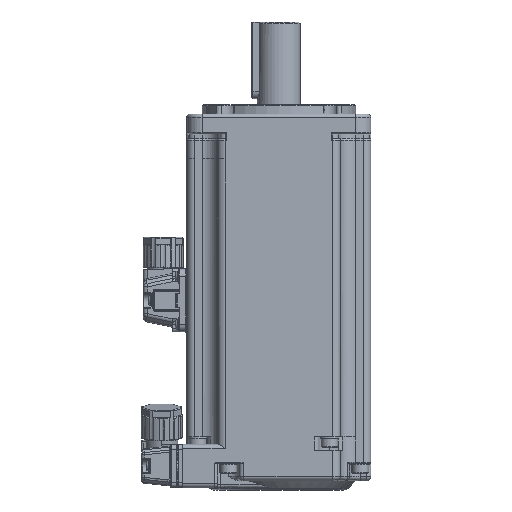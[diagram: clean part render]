
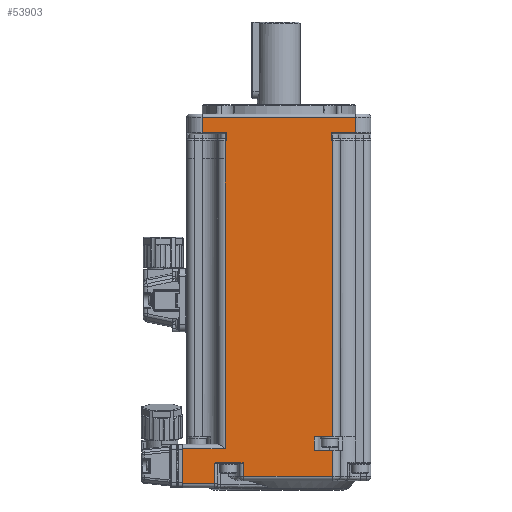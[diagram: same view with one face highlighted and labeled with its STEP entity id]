
A CAD part, left-side view. The second image highlights one B-rep face of the part: STEP entity #53903.
In plain terms, the highlighted planar face has unit normal (-1, 0, 0).
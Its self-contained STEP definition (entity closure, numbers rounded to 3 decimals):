
#2343=CARTESIAN_POINT('',(-180.,-17.5,-112.6));
#2344=VERTEX_POINT('',#2343);
#2369=CARTESIAN_POINT('',(-180.,11.5,-112.6));
#2370=VERTEX_POINT('',#2369);
#2380=CARTESIAN_POINT('',(-180.,-17.5,-112.6));
#2381=DIRECTION('',(0.,1.,0.));
#2382=VECTOR('',#2381,29.);
#2383=LINE('',#2380,#2382);
#2384=EDGE_CURVE('',#2344,#2370,#2383,.T.);
#3964=CARTESIAN_POINT('',(-180.,31.45,-114.9));
#3965=VERTEX_POINT('',#3964);
#3972=CARTESIAN_POINT('',(-180.,31.45,-103.7));
#3973=VERTEX_POINT('',#3972);
#3974=CARTESIAN_POINT('',(-180.,31.45,-114.9));
#3975=DIRECTION('',(0.,0.,1.));
#3976=VECTOR('',#3975,11.2);
#3977=LINE('',#3974,#3976);
#3978=EDGE_CURVE('',#3965,#3973,#3977,.T.);
#4494=CARTESIAN_POINT('',(-180.,-17.5,-104.1));
#4495=VERTEX_POINT('',#4494);
#4503=CARTESIAN_POINT('',(-180.,-17.5,-104.1));
#4504=DIRECTION('',(0.,0.,-1.));
#4505=VECTOR('',#4504,8.5);
#4506=LINE('',#4503,#4505);
#4507=EDGE_CURVE('',#4495,#2344,#4506,.T.);
#5913=CARTESIAN_POINT('',(-180.,21.,-114.9));
#5914=VERTEX_POINT('',#5913);
#5922=CARTESIAN_POINT('',(-180.,31.45,-114.9));
#5923=DIRECTION('',(0.,-1.,0.));
#5924=VECTOR('',#5923,10.45);
#5925=LINE('',#5922,#5924);
#5926=EDGE_CURVE('',#3965,#5914,#5925,.T.);
#6964=CARTESIAN_POINT('',(-180.,-11.5,-104.1));
#6965=VERTEX_POINT('',#6964);
#6973=CARTESIAN_POINT('',(-180.,-11.5,-104.1));
#6974=DIRECTION('',(0.,-1.,0.));
#6975=VECTOR('',#6974,6.);
#6976=LINE('',#6973,#6975);
#6977=EDGE_CURVE('',#6965,#4495,#6976,.T.);
#6990=CARTESIAN_POINT('',(-180.,11.5,-108.3));
#6991=VERTEX_POINT('',#6990);
#7019=CARTESIAN_POINT('',(-180.,11.5,-112.6));
#7020=DIRECTION('',(0.,0.,1.));
#7021=VECTOR('',#7020,4.3);
#7022=LINE('',#7019,#7021);
#7023=EDGE_CURVE('',#2370,#6991,#7022,.T.);
#7033=CARTESIAN_POINT('',(-180.,17.5,-103.7));
#7034=VERTEX_POINT('',#7033);
#7046=CARTESIAN_POINT('',(-180.,31.45,-103.7));
#7047=DIRECTION('',(0.,-1.,0.));
#7048=VECTOR('',#7047,13.95);
#7049=LINE('',#7046,#7048);
#7050=EDGE_CURVE('',#3973,#7034,#7049,.T.);
#7071=CARTESIAN_POINT('',(-180.,21.,-108.3));
#7072=VERTEX_POINT('',#7071);
#7092=CARTESIAN_POINT('',(-180.,21.,-108.3));
#7093=DIRECTION('',(0.,0.,-1.));
#7094=VECTOR('',#7093,6.6);
#7095=LINE('',#7092,#7094);
#7096=EDGE_CURVE('',#7072,#5914,#7095,.T.);
#7292=CARTESIAN_POINT('',(-180.,20.108,-108.1));
#7293=VERTEX_POINT('',#7292);
#7301=CARTESIAN_POINT('',(-180.,20.108,-108.1));
#7302=CARTESIAN_POINT('',(-180.,20.291,-108.1));
#7303=CARTESIAN_POINT('',(-180.,20.96,-108.25));
#7304=CARTESIAN_POINT('',(-180.,21.,-108.3));
#7305=B_SPLINE_CURVE_WITH_KNOTS('',3,(#7301,#7302,#7303,#7304),.UNSPECIFIED.,.F.,.U.,(4,4),(0.,1.),.UNSPECIFIED.);
#7306=EDGE_CURVE('',#7293,#7072,#7305,.T.);
#7331=CARTESIAN_POINT('',(-180.,12.598,-108.1));
#7332=VERTEX_POINT('',#7331);
#7340=CARTESIAN_POINT('',(-180.,12.598,-108.1));
#7341=DIRECTION('',(0.,1.,0.));
#7342=VECTOR('',#7341,7.51);
#7343=LINE('',#7340,#7342);
#7344=EDGE_CURVE('',#7332,#7293,#7343,.T.);
#7537=CARTESIAN_POINT('',(-180.,11.5,-108.3));
#7538=CARTESIAN_POINT('',(-180.,11.542,-108.25));
#7539=CARTESIAN_POINT('',(-180.,12.365,-108.1));
#7540=CARTESIAN_POINT('',(-180.,12.598,-108.1));
#7541=B_SPLINE_CURVE_WITH_KNOTS('',3,(#7537,#7538,#7539,#7540),.UNSPECIFIED.,.F.,.U.,(4,4),(0.,1.),.UNSPECIFIED.);
#7542=EDGE_CURVE('',#6991,#7332,#7541,.T.);
#7561=CARTESIAN_POINT('',(-180.,-11.5,-99.8));
#7562=VERTEX_POINT('',#7561);
#7570=CARTESIAN_POINT('',(-180.,-11.5,-99.8));
#7571=DIRECTION('',(0.,0.,-1.));
#7572=VECTOR('',#7571,4.3);
#7573=LINE('',#7570,#7572);
#7574=EDGE_CURVE('',#7562,#6965,#7573,.T.);
#7593=CARTESIAN_POINT('',(-180.,-17.5,-99.8));
#7594=VERTEX_POINT('',#7593);
#7602=CARTESIAN_POINT('',(-180.,-17.5,-99.8));
#7603=DIRECTION('',(0.,1.,0.));
#7604=VECTOR('',#7603,6.);
#7605=LINE('',#7602,#7604);
#7606=EDGE_CURVE('',#7594,#7562,#7605,.T.);
#53789=CARTESIAN_POINT('',(-180.,3.225,-55.2));
#53790=DIRECTION('',(0.,1.,0.));
#53791=DIRECTION('',(1.,0.,0.));
#53792=AXIS2_PLACEMENT_3D('',#53789,#53791,#53790);
#53793=PLANE('',#53792);
#53794=CARTESIAN_POINT('',(-180.,17.5,-9.145));
#53795=VERTEX_POINT('',#53794);
#53796=CARTESIAN_POINT('',(-180.,17.5,-9.145));
#53797=DIRECTION('',(0.,0.,-1.));
#53798=VECTOR('',#53797,94.555);
#53799=LINE('',#53796,#53798);
#53800=EDGE_CURVE('',#53795,#7034,#53799,.T.);
#53801=ORIENTED_EDGE('',*,*,#53800,.F.);
#53802=CARTESIAN_POINT('',(-180.,17.5,-3.));
#53803=VERTEX_POINT('',#53802);
#53804=CARTESIAN_POINT('',(-180.,17.5,-3.));
#53805=DIRECTION('',(0.,0.,-1.));
#53806=VECTOR('',#53805,6.145);
#53807=LINE('',#53804,#53806);
#53808=EDGE_CURVE('',#53803,#53795,#53807,.T.);
#53809=ORIENTED_EDGE('',*,*,#53808,.F.);
#53810=CARTESIAN_POINT('',(-180.,17.,-3.));
#53811=VERTEX_POINT('',#53810);
#53812=CARTESIAN_POINT('',(-180.,17.,-3.));
#53813=DIRECTION('',(0.,1.,0.));
#53814=VECTOR('',#53813,0.5);
#53815=LINE('',#53812,#53814);
#53816=EDGE_CURVE('',#53811,#53803,#53815,.T.);
#53817=ORIENTED_EDGE('',*,*,#53816,.F.);
#53818=CARTESIAN_POINT('',(-180.,17.,-0.5));
#53819=VERTEX_POINT('',#53818);
#53820=CARTESIAN_POINT('',(-180.,17.,-0.5));
#53821=DIRECTION('',(0.,0.,-1.));
#53822=VECTOR('',#53821,2.5);
#53823=LINE('',#53820,#53822);
#53824=EDGE_CURVE('',#53819,#53811,#53823,.T.);
#53825=ORIENTED_EDGE('',*,*,#53824,.F.);
#53826=CARTESIAN_POINT('',(-180.,25.,-0.5));
#53827=VERTEX_POINT('',#53826);
#53828=CARTESIAN_POINT('',(-180.,25.,-0.5));
#53829=DIRECTION('',(0.,-1.,0.));
#53830=VECTOR('',#53829,8.);
#53831=LINE('',#53828,#53830);
#53832=EDGE_CURVE('',#53827,#53819,#53831,.T.);
#53833=ORIENTED_EDGE('',*,*,#53832,.F.);
#53834=CARTESIAN_POINT('',(-180.,25.,4.5));
#53835=VERTEX_POINT('',#53834);
#53836=CARTESIAN_POINT('',(-180.,25.,-0.5));
#53837=DIRECTION('',(0.,0.,1.));
#53838=VECTOR('',#53837,5.);
#53839=LINE('',#53836,#53838);
#53840=EDGE_CURVE('',#53827,#53835,#53839,.T.);
#53841=ORIENTED_EDGE('',*,*,#53840,.T.);
#53842=CARTESIAN_POINT('',(-180.,-25.,4.5));
#53843=VERTEX_POINT('',#53842);
#53844=CARTESIAN_POINT('',(-180.,25.,4.5));
#53845=DIRECTION('',(0.,-1.,0.));
#53846=VECTOR('',#53845,50.);
#53847=LINE('',#53844,#53846);
#53848=EDGE_CURVE('',#53835,#53843,#53847,.T.);
#53849=ORIENTED_EDGE('',*,*,#53848,.T.);
#53850=CARTESIAN_POINT('',(-180.,-25.,-0.5));
#53851=VERTEX_POINT('',#53850);
#53852=CARTESIAN_POINT('',(-180.,-25.,-0.5));
#53853=DIRECTION('',(0.,0.,1.));
#53854=VECTOR('',#53853,5.);
#53855=LINE('',#53852,#53854);
#53856=EDGE_CURVE('',#53851,#53843,#53855,.T.);
#53857=ORIENTED_EDGE('',*,*,#53856,.F.);
#53858=CARTESIAN_POINT('',(-180.,-17.,-0.5));
#53859=VERTEX_POINT('',#53858);
#53860=CARTESIAN_POINT('',(-180.,-17.,-0.5));
#53861=DIRECTION('',(0.,-1.,0.));
#53862=VECTOR('',#53861,8.);
#53863=LINE('',#53860,#53862);
#53864=EDGE_CURVE('',#53859,#53851,#53863,.T.);
#53865=ORIENTED_EDGE('',*,*,#53864,.F.);
#53866=CARTESIAN_POINT('',(-180.,-17.,-3.));
#53867=VERTEX_POINT('',#53866);
#53868=CARTESIAN_POINT('',(-180.,-17.,-3.));
#53869=DIRECTION('',(0.,0.,1.));
#53870=VECTOR('',#53869,2.5);
#53871=LINE('',#53868,#53870);
#53872=EDGE_CURVE('',#53867,#53859,#53871,.T.);
#53873=ORIENTED_EDGE('',*,*,#53872,.F.);
#53874=CARTESIAN_POINT('',(-180.,-17.5,-3.));
#53875=VERTEX_POINT('',#53874);
#53876=CARTESIAN_POINT('',(-180.,-17.5,-3.));
#53877=DIRECTION('',(0.,1.,0.));
#53878=VECTOR('',#53877,0.5);
#53879=LINE('',#53876,#53878);
#53880=EDGE_CURVE('',#53875,#53867,#53879,.T.);
#53881=ORIENTED_EDGE('',*,*,#53880,.F.);
#53882=CARTESIAN_POINT('',(-180.,-17.5,-99.8));
#53883=DIRECTION('',(0.,0.,1.));
#53884=VECTOR('',#53883,96.8);
#53885=LINE('',#53882,#53884);
#53886=EDGE_CURVE('',#7594,#53875,#53885,.T.);
#53887=ORIENTED_EDGE('',*,*,#53886,.F.);
#53888=ORIENTED_EDGE('',*,*,#7606,.T.);
#53889=ORIENTED_EDGE('',*,*,#7574,.T.);
#53890=ORIENTED_EDGE('',*,*,#6977,.T.);
#53891=ORIENTED_EDGE('',*,*,#4507,.T.);
#53892=ORIENTED_EDGE('',*,*,#2384,.T.);
#53893=ORIENTED_EDGE('',*,*,#7023,.T.);
#53894=ORIENTED_EDGE('',*,*,#7542,.T.);
#53895=ORIENTED_EDGE('',*,*,#7344,.T.);
#53896=ORIENTED_EDGE('',*,*,#7306,.T.);
#53897=ORIENTED_EDGE('',*,*,#7096,.T.);
#53898=ORIENTED_EDGE('',*,*,#5926,.F.);
#53899=ORIENTED_EDGE('',*,*,#3978,.T.);
#53900=ORIENTED_EDGE('',*,*,#7050,.T.);
#53901=EDGE_LOOP('',(#53801,#53809,#53817,#53825,#53833,#53841,#53849,#53857,#53865,#53873,#53881,#53887,#53888,#53889,#53890,#53891,#53892,#53893,#53894,#53895,#53896,#53897,#53898,#53899,#53900));
#53902=FACE_OUTER_BOUND('',#53901,.F.);
#53903=ADVANCED_FACE('',(#53902),#53793,.F.);
